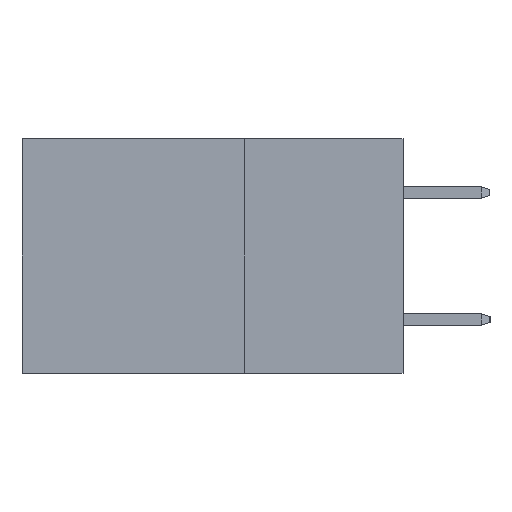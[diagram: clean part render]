
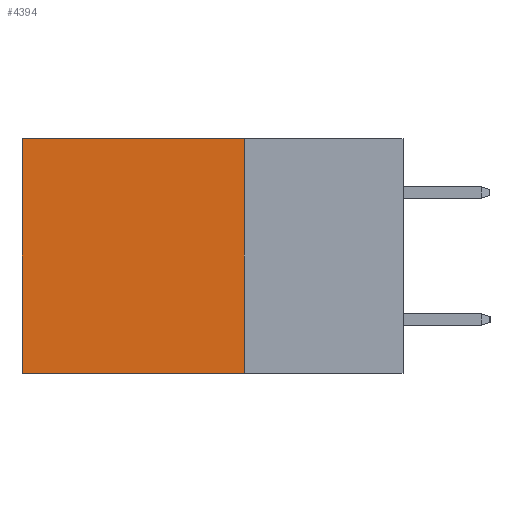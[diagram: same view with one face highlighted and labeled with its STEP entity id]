
A CAD part, left-side view. The second image highlights one B-rep face of the part: STEP entity #4394.
In plain terms, the highlighted planar face has unit normal (-1, 0, 0).
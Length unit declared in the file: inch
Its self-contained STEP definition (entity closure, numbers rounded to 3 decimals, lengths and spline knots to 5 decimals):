
#701 = DIRECTION ( 'NONE',  ( 0., 1., 0. ) ) ;
#704 = CARTESIAN_POINT ( 'NONE',  ( 0.2875, 0.25, -0.37 ) ) ;
#780 = ORIENTED_EDGE ( 'NONE', *, *, #2387, .F. ) ;
#1196 = CARTESIAN_POINT ( 'NONE',  ( 0.2875, 0.25, 0. ) ) ;
#2313 = CARTESIAN_POINT ( 'NONE',  ( 0.2875, 0.25, 0. ) ) ;
#2387 = EDGE_CURVE ( 'NONE', #8996, #2941, #6523, .T. ) ;
#2614 = LINE ( 'NONE', #3440, #10275 ) ;
#2684 = CARTESIAN_POINT ( 'NONE',  ( 0.2875, 0.25, 0. ) ) ;
#2825 = VECTOR ( 'NONE', #3282, 39.37008 ) ;
#2909 = ORIENTED_EDGE ( 'NONE', *, *, #5379, .T. ) ;
#2941 = VERTEX_POINT ( 'NONE', #4319 ) ;
#3202 = DIRECTION ( 'NONE',  ( 0., 1., 0. ) ) ;
#3282 = DIRECTION ( 'NONE',  ( 0., 0., -1. ) ) ;
#3440 = CARTESIAN_POINT ( 'NONE',  ( 0.2875, 0.6, 0. ) ) ;
#3454 = PLANE ( 'NONE',  #5594 ) ;
#3903 = LINE ( 'NONE', #9881, #2825 ) ;
#4319 = CARTESIAN_POINT ( 'NONE',  ( 0.2875, 0.6, -0.37 ) ) ;
#4394 = ADVANCED_FACE ( 'NONE', ( #6870 ), #3454, .F. ) ;
#5089 = VERTEX_POINT ( 'NONE', #10046 ) ;
#5177 = VERTEX_POINT ( 'NONE', #1196 ) ;
#5352 = EDGE_LOOP ( 'NONE', ( #2909, #780, #6005, #7371 ) ) ;
#5379 = EDGE_CURVE ( 'NONE', #5089, #2941, #2614, .T. ) ;
#5594 = AXIS2_PLACEMENT_3D ( 'NONE', #2684, #6026, #9274 ) ;
#5749 = VECTOR ( 'NONE', #701, 39.37008 ) ;
#5847 = DIRECTION ( 'NONE',  ( 0., 0., -1. ) ) ;
#6005 = ORIENTED_EDGE ( 'NONE', *, *, #9216, .F. ) ;
#6026 = DIRECTION ( 'NONE',  ( 1., 0., 0. ) ) ;
#6523 = LINE ( 'NONE', #6581, #5749 ) ;
#6581 = CARTESIAN_POINT ( 'NONE',  ( 0.2875, 0.25, -0.37 ) ) ;
#6723 = VECTOR ( 'NONE', #3202, 39.37008 ) ;
#6825 = EDGE_CURVE ( 'NONE', #5177, #5089, #7380, .T. ) ;
#6870 = FACE_OUTER_BOUND ( 'NONE', #5352, .T. ) ;
#7371 = ORIENTED_EDGE ( 'NONE', *, *, #6825, .T. ) ;
#7380 = LINE ( 'NONE', #2313, #6723 ) ;
#8996 = VERTEX_POINT ( 'NONE', #704 ) ;
#9216 = EDGE_CURVE ( 'NONE', #5177, #8996, #3903, .T. ) ;
#9274 = DIRECTION ( 'NONE',  ( 0., 0., -1. ) ) ;
#9881 = CARTESIAN_POINT ( 'NONE',  ( 0.2875, 0.25, 0. ) ) ;
#10046 = CARTESIAN_POINT ( 'NONE',  ( 0.2875, 0.6, 0. ) ) ;
#10275 = VECTOR ( 'NONE', #5847, 39.37008 ) ;
